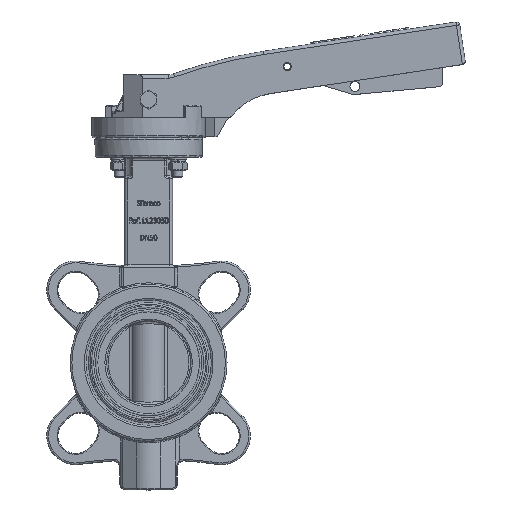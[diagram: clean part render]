
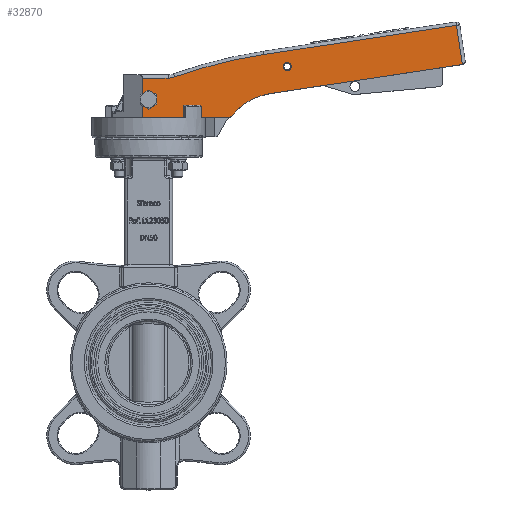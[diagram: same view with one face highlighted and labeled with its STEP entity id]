
A CAD part, top view. The second image highlights one B-rep face of the part: STEP entity #32870.
In plain terms, the highlighted planar face has unit normal (0, 0, 1).
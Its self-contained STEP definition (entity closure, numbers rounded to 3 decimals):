
#3934=LINE('',#60155,#6345);
#3935=LINE('',#60157,#6346);
#3936=LINE('',#60159,#6347);
#3937=LINE('',#60161,#6348);
#3938=LINE('',#60167,#6349);
#3939=LINE('',#60169,#6350);
#3940=LINE('',#60171,#6351);
#3941=LINE('',#60177,#6352);
#3942=LINE('',#60179,#6353);
#3943=LINE('',#60181,#6354);
#3944=LINE('',#60182,#6355);
#6345=VECTOR('',#39698,7.);
#6346=VECTOR('',#39699,10.935);
#6347=VECTOR('',#39700,7.);
#6348=VECTOR('',#39701,16.541);
#6349=VECTOR('',#39706,118.);
#6350=VECTOR('',#39707,24.);
#6351=VECTOR('',#39708,118.);
#6352=VECTOR('',#39713,15.257);
#6353=VECTOR('',#39714,24.);
#6354=VECTOR('',#39715,17.834);
#6355=VECTOR('',#39716,6.688);
#7615=PLANE('',#34738);
#7980=FACE_BOUND('',#11269,.T.);
#7981=FACE_BOUND('',#11270,.T.);
#9340=FACE_OUTER_BOUND('',#11268,.T.);
#11268=EDGE_LOOP('',(#26750,#26751,#26752,#26753,#26754,#26755,#26756,#26757,
#26758,#26759,#26760,#26761,#26762,#26763,#26764));
#11269=EDGE_LOOP('',(#26765));
#11270=EDGE_LOOP('',(#26766));
#12374=CIRCLE('',#34629,3.);
#12413=CIRCLE('',#34729,2.5);
#12417=CIRCLE('',#34739,2.);
#12418=CIRCLE('',#34740,36.317);
#12419=CIRCLE('',#34741,291.388);
#12420=CIRCLE('',#34742,12.);
#14657=VERTEX_POINT('',#59780);
#14741=VERTEX_POINT('',#60098);
#14763=VERTEX_POINT('',#60153);
#14764=VERTEX_POINT('',#60154);
#14765=VERTEX_POINT('',#60156);
#14766=VERTEX_POINT('',#60158);
#14767=VERTEX_POINT('',#60160);
#14768=VERTEX_POINT('',#60162);
#14769=VERTEX_POINT('',#60164);
#14770=VERTEX_POINT('',#60166);
#14771=VERTEX_POINT('',#60168);
#14772=VERTEX_POINT('',#60170);
#14773=VERTEX_POINT('',#60172);
#14774=VERTEX_POINT('',#60174);
#14775=VERTEX_POINT('',#60176);
#14776=VERTEX_POINT('',#60178);
#14777=VERTEX_POINT('',#60180);
#18779=EDGE_CURVE('',#14657,#14657,#12374,.T.);
#18904=EDGE_CURVE('',#14741,#14741,#12413,.T.);
#18931=EDGE_CURVE('',#14763,#14764,#3934,.T.);
#18932=EDGE_CURVE('',#14765,#14764,#3935,.T.);
#18933=EDGE_CURVE('',#14766,#14765,#3936,.T.);
#18934=EDGE_CURVE('',#14766,#14767,#3937,.T.);
#18935=EDGE_CURVE('',#14767,#14768,#12417,.T.);
#18936=EDGE_CURVE('',#14768,#14769,#12418,.T.);
#18937=EDGE_CURVE('',#14769,#14770,#3938,.T.);
#18938=EDGE_CURVE('',#14771,#14770,#3939,.T.);
#18939=EDGE_CURVE('',#14772,#14771,#3940,.T.);
#18940=EDGE_CURVE('',#14773,#14772,#12419,.T.);
#18941=EDGE_CURVE('',#14774,#14773,#12420,.T.);
#18942=EDGE_CURVE('',#14775,#14774,#3941,.T.);
#18943=EDGE_CURVE('',#14775,#14776,#3942,.T.);
#18944=EDGE_CURVE('',#14777,#14776,#3943,.T.);
#18945=EDGE_CURVE('',#14777,#14763,#3944,.T.);
#26750=ORIENTED_EDGE('',*,*,#18931,.T.);
#26751=ORIENTED_EDGE('',*,*,#18932,.F.);
#26752=ORIENTED_EDGE('',*,*,#18933,.F.);
#26753=ORIENTED_EDGE('',*,*,#18934,.T.);
#26754=ORIENTED_EDGE('',*,*,#18935,.T.);
#26755=ORIENTED_EDGE('',*,*,#18936,.T.);
#26756=ORIENTED_EDGE('',*,*,#18937,.T.);
#26757=ORIENTED_EDGE('',*,*,#18938,.F.);
#26758=ORIENTED_EDGE('',*,*,#18939,.F.);
#26759=ORIENTED_EDGE('',*,*,#18940,.F.);
#26760=ORIENTED_EDGE('',*,*,#18941,.F.);
#26761=ORIENTED_EDGE('',*,*,#18942,.F.);
#26762=ORIENTED_EDGE('',*,*,#18943,.T.);
#26763=ORIENTED_EDGE('',*,*,#18944,.F.);
#26764=ORIENTED_EDGE('',*,*,#18945,.T.);
#26765=ORIENTED_EDGE('',*,*,#18779,.T.);
#26766=ORIENTED_EDGE('',*,*,#18904,.T.);
#32870=ADVANCED_FACE('',(#9340,#7980,#7981),#7615,.T.);
#34629=AXIS2_PLACEMENT_3D('',#59781,#39393,#39394);
#34729=AXIS2_PLACEMENT_3D('',#60099,#39655,#39656);
#34738=AXIS2_PLACEMENT_3D('',#60152,#39696,#39697);
#34739=AXIS2_PLACEMENT_3D('',#60163,#39702,#39703);
#34740=AXIS2_PLACEMENT_3D('',#60165,#39704,#39705);
#34741=AXIS2_PLACEMENT_3D('',#60173,#39709,#39710);
#34742=AXIS2_PLACEMENT_3D('',#60175,#39711,#39712);
#39393=DIRECTION('center_axis',(0.,0.,
-1.));
#39394=DIRECTION('ref_axis',(0.,-1.,0.));
#39655=DIRECTION('center_axis',(0.,0.,
-1.));
#39656=DIRECTION('ref_axis',(-1.,0.,0.));
#39696=DIRECTION('center_axis',(0.,0.,
1.));
#39697=DIRECTION('ref_axis',(1.,0.,0.));
#39698=DIRECTION('',(0.,1.,0.));
#39699=DIRECTION('',(-1.,0.,0.));
#39700=DIRECTION('',(0.,1.,0.));
#39701=DIRECTION('',(1.,0.,0.));
#39702=DIRECTION('center_axis',(0.,0.,
1.));
#39703=DIRECTION('ref_axis',(0.,-1.,0.));
#39704=DIRECTION('center_axis',(0.,0.,
-1.));
#39705=DIRECTION('ref_axis',(0.15,-0.989,0.));
#39706=DIRECTION('',(0.989,0.15,0.));
#39707=DIRECTION('',(0.15,-0.989,0.));
#39708=DIRECTION('',(0.989,0.15,0.));
#39709=DIRECTION('center_axis',(0.,0.,
-1.));
#39710=DIRECTION('ref_axis',(-0.244,0.97,0.));
#39711=DIRECTION('center_axis',(0.,0.,
1.));
#39712=DIRECTION('ref_axis',(0.17,-0.985,0.));
#39713=DIRECTION('',(1.,0.,0.));
#39714=DIRECTION('',(0.,-1.,0.));
#39715=DIRECTION('',(-1.,0.,0.));
#39716=DIRECTION('',(1.,0.,0.));
#59780=CARTESIAN_POINT('',(0.,162.5,13.));
#59781=CARTESIAN_POINT('Origin',(0.,159.5,13.));
#60098=CARTESIAN_POINT('',(86.5,179.5,13.));
#60099=CARTESIAN_POINT('Origin',(84.,179.5,13.));
#60152=CARTESIAN_POINT('Origin',(85.022,176.085,13.));
#60153=CARTESIAN_POINT('',(21.022,148.5,13.));
#60154=CARTESIAN_POINT('',(21.022,155.5,13.));
#60155=CARTESIAN_POINT('',(21.022,148.5,13.));
#60156=CARTESIAN_POINT('',(31.957,155.5,13.));
#60157=CARTESIAN_POINT('',(28.728,155.5,13.));
#60158=CARTESIAN_POINT('',(31.957,148.5,13.));
#60159=CARTESIAN_POINT('',(31.957,148.5,13.));
#60160=CARTESIAN_POINT('',(48.498,148.5,13.));
#60161=CARTESIAN_POINT('',(-22.5,148.5,13.));
#60162=CARTESIAN_POINT('',(50.084,149.282,13.));
#60163=CARTESIAN_POINT('Origin',(48.498,150.5,13.));
#60164=CARTESIAN_POINT('',(73.433,163.062,13.));
#60165=CARTESIAN_POINT('Origin',(78.884,127.157,13.));
#60166=CARTESIAN_POINT('',(190.097,180.772,13.));
#60167=CARTESIAN_POINT('',(73.433,163.062,13.));
#60168=CARTESIAN_POINT('',(186.495,204.5,13.));
#60169=CARTESIAN_POINT('',(189.261,186.277,13.));
#60170=CARTESIAN_POINT('',(69.831,186.791,13.));
#60171=CARTESIAN_POINT('',(134.793,196.652,13.));
#60172=CARTESIAN_POINT('',(15.784,173.196,13.));
#60173=CARTESIAN_POINT('Origin',(113.563,-101.297,13.));
#60174=CARTESIAN_POINT('',(11.757,172.5,13.));
#60175=CARTESIAN_POINT('Origin',(11.757,184.5,13.));
#60176=CARTESIAN_POINT('',(-3.5,172.5,13.));
#60177=CARTESIAN_POINT('',(48.39,172.5,13.));
#60178=CARTESIAN_POINT('',(-3.5,148.5,13.));
#60179=CARTESIAN_POINT('',(-3.5,175.293,13.));
#60180=CARTESIAN_POINT('',(14.334,148.5,13.));
#60181=CARTESIAN_POINT('',(42.511,148.5,13.));
#60182=CARTESIAN_POINT('',(-22.5,148.5,13.));
